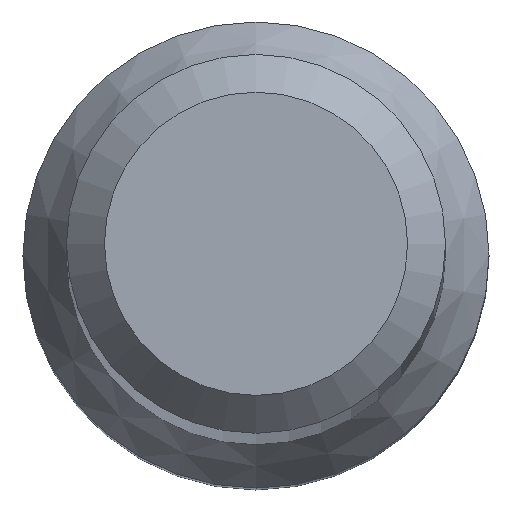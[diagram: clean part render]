
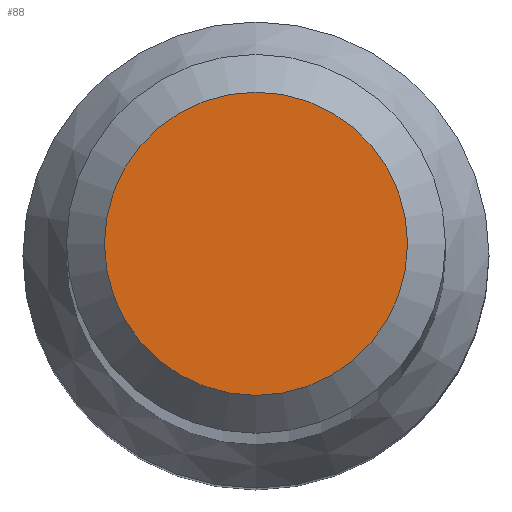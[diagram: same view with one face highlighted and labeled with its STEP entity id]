
A CAD part, top view. The second image highlights one B-rep face of the part: STEP entity #88.
In plain terms, the highlighted planar face has unit normal (0, 0, 1).
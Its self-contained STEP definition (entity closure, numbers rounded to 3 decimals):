
#9 = DIRECTION ( 'NONE',  ( 0., 0., -1. ) ) ;
#20 = VERTEX_POINT ( 'NONE', #233 ) ;
#39 = AXIS2_PLACEMENT_3D ( 'NONE', #96, #9, #196 ) ;
#70 = FACE_OUTER_BOUND ( 'NONE', #195, .T. ) ;
#78 = ORIENTED_EDGE ( 'NONE', *, *, #199, .F. ) ;
#88 = ADVANCED_FACE ( 'NONE', ( #70 ), #147, .F. ) ;
#96 = CARTESIAN_POINT ( 'NONE',  ( 0., 0., 80. ) ) ;
#145 = DIRECTION ( 'NONE',  ( 0., 0., -1. ) ) ;
#147 = PLANE ( 'NONE',  #156 ) ;
#156 = AXIS2_PLACEMENT_3D ( 'NONE', #238, #145, #239 ) ;
#195 = EDGE_LOOP ( 'NONE', ( #78 ) ) ;
#196 = DIRECTION ( 'NONE',  ( 0., 1., 0. ) ) ;
#199 = EDGE_CURVE ( 'NONE', #20, #20, #205, .T. ) ;
#205 = CIRCLE ( 'NONE', #39, 1.6 ) ;
#233 = CARTESIAN_POINT ( 'NONE',  ( 0., 1.6, 80. ) ) ;
#238 = CARTESIAN_POINT ( 'NONE',  ( 0., 0., 80. ) ) ;
#239 = DIRECTION ( 'NONE',  ( 0., 1., 0. ) ) ;
